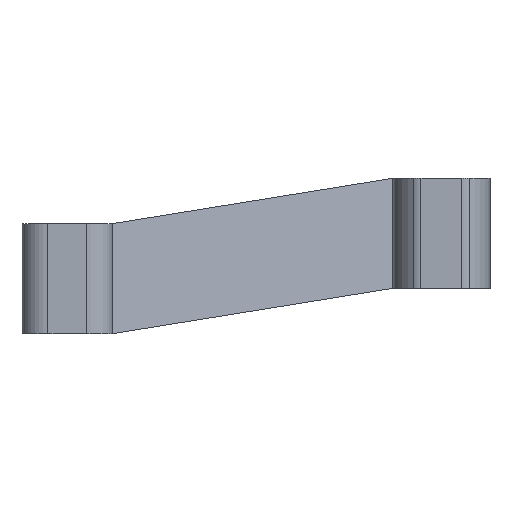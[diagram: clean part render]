
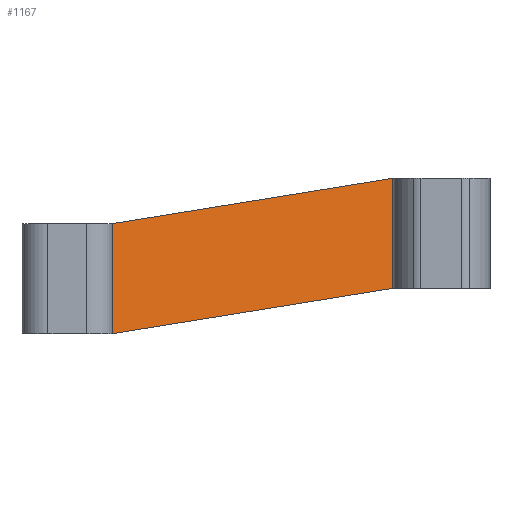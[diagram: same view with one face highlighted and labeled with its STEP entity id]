
A CAD part, left-side view. The second image highlights one B-rep face of the part: STEP entity #1167.
In plain terms, the highlighted planar face has unit normal (-0.96, -0.279, 0).
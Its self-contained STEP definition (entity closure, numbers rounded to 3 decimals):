
#125=FACE_OUTER_BOUND('',#191,.T.);
#191=EDGE_LOOP('',(#787,#788,#789,#790));
#273=LINE('',#1764,#385);
#274=LINE('',#1767,#386);
#275=LINE('',#1769,#387);
#276=LINE('',#1770,#388);
#385=VECTOR('',#1387,10.);
#386=VECTOR('',#1390,10.);
#387=VECTOR('',#1391,10.);
#388=VECTOR('',#1392,10.);
#495=VERTEX_POINT('',#1760);
#496=VERTEX_POINT('',#1762);
#497=VERTEX_POINT('',#1766);
#498=VERTEX_POINT('',#1768);
#609=EDGE_CURVE('',#495,#496,#273,.T.);
#610=EDGE_CURVE('',#497,#495,#274,.T.);
#611=EDGE_CURVE('',#498,#496,#275,.T.);
#612=EDGE_CURVE('',#497,#498,#276,.T.);
#787=ORIENTED_EDGE('',*,*,#610,.T.);
#788=ORIENTED_EDGE('',*,*,#609,.T.);
#789=ORIENTED_EDGE('',*,*,#611,.F.);
#790=ORIENTED_EDGE('',*,*,#612,.F.);
#1133=PLANE('',#1247);
#1167=ADVANCED_FACE('',(#125),#1133,.F.);
#1247=AXIS2_PLACEMENT_3D('',#1765,#1388,#1389);
#1387=DIRECTION('',(-0.276,0.949,-0.153));
#1388=DIRECTION('center_axis',(0.96,0.279,0.));
#1389=DIRECTION('ref_axis',(0.,0.,-1.));
#1390=DIRECTION('',(0.,0.,1.));
#1391=DIRECTION('',(0.,0.,1.));
#1392=DIRECTION('',(-0.276,0.949,-0.153));
#1760=CARTESIAN_POINT('',(-15.3,-21.25,8.5));
#1762=CARTESIAN_POINT('',(-21.6,0.4,5.));
#1764=CARTESIAN_POINT('',(-15.3,-21.25,8.5));
#1765=CARTESIAN_POINT('Origin',(-15.3,-21.25,8.5));
#1766=CARTESIAN_POINT('',(-15.3,-21.25,0.));
#1767=CARTESIAN_POINT('',(-15.3,-21.25,0.));
#1768=CARTESIAN_POINT('',(-21.6,0.4,-3.5));
#1769=CARTESIAN_POINT('',(-21.6,0.4,0.));
#1770=CARTESIAN_POINT('',(-15.3,-21.25,0.));
